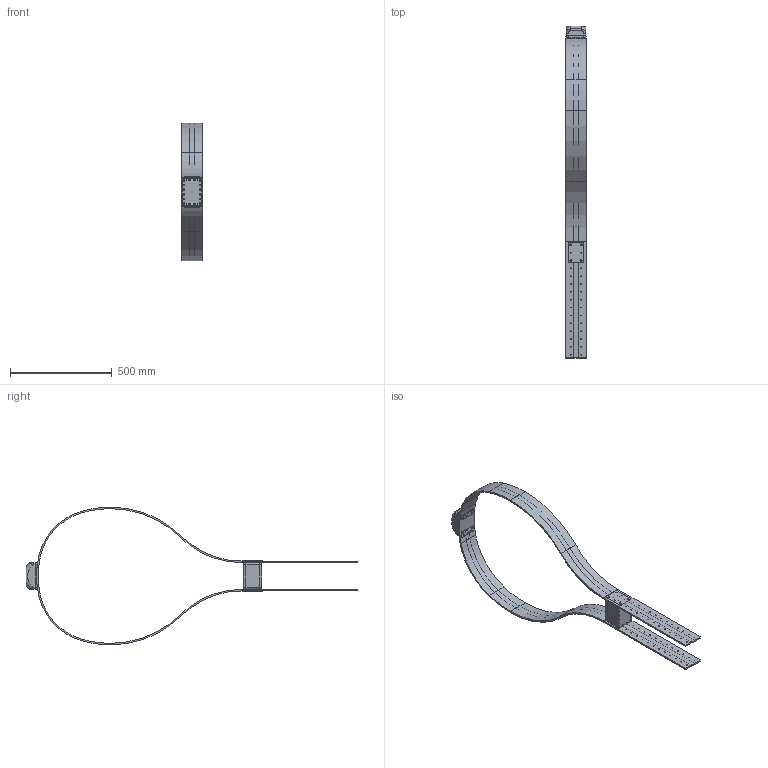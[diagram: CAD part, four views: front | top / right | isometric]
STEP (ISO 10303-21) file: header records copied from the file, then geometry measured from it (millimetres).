
FILE_DESCRIPTION (( 'STEP AP214' ), '1' );
FILE_NAME ('elephant collar payload - assembly.STEP', '2020-09-10T12:59:39', ( '' ), ( '' ), 'SwSTEP 2.0', 'SolidWorks 2016', '' );
FILE_SCHEMA (( 'AUTOMOTIVE_DESIGN' ));
Length unit declared in the file: millimetre
Products named in the file (1): elephant collar payload - assembly
Bounding box: 101 x 1631.62 x 677.25 mm (x, y, z)
Volume: 3614382.1 mm3; surface area: 1282492.1 mm2
Topology: 10 solids, 10 shells, 1010 faces, 2642 edges, 1726 vertices
Faces by surface type: cylinder 574, plane 294, cone 136, bspline 6
Entity records: 45855 total; most frequent: CARTESIAN_POINT 8167, DIRECTION 5850, ORIENTED_EDGE 5284, EDGE_CURVE 2642, AXIS2_PLACEMENT_3D 2335, VERTEX_POINT 1726, EDGE_LOOP 1374, CIRCLE 1330
